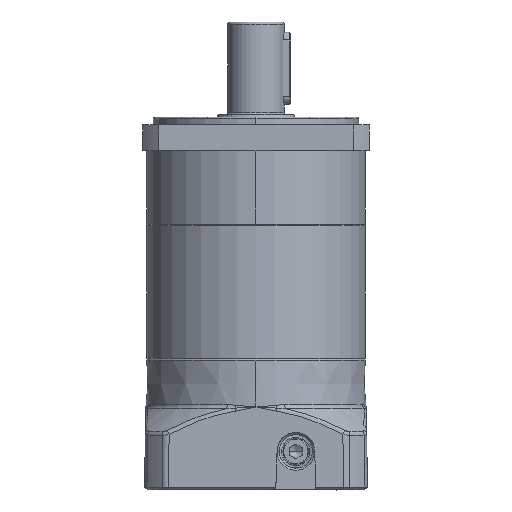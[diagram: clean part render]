
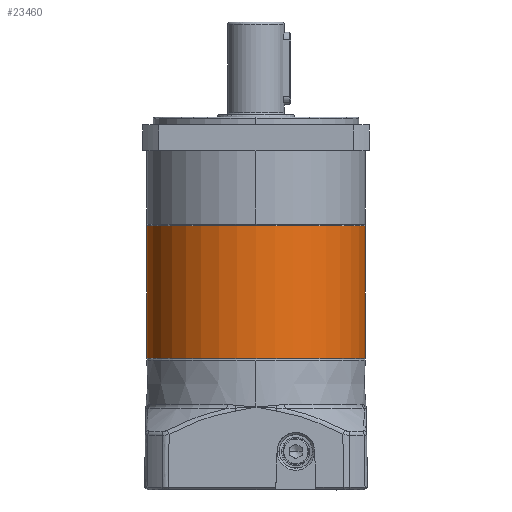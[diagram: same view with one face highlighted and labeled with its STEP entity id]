
A CAD part, left-side view. The second image highlights one B-rep face of the part: STEP entity #23460.
In plain terms, the highlighted cylindrical face has radius 42.5 mm (diameter 85 mm), a partial arc.
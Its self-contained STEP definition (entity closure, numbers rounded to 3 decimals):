
#936 = DIRECTION ( 'NONE',  ( 0., -1., 0. ) ) ;
#944 = CARTESIAN_POINT ( 'NONE',  ( 0., 52., 42.5 ) ) ;
#1672 = ORIENTED_EDGE ( 'NONE', *, *, #22485, .T. ) ;
#3262 = VECTOR ( 'NONE', #936, 1000. ) ;
#4117 = FACE_OUTER_BOUND ( 'NONE', #28344, .T. ) ;
#5794 = EDGE_CURVE ( 'NONE', #21866, #52625, #18356, .T. ) ;
#6940 = CARTESIAN_POINT ( 'NONE',  ( -42.5, 51.7, 0. ) ) ;
#8059 = CARTESIAN_POINT ( 'NONE',  ( 0., 0.3, 0. ) ) ;
#12340 = DIRECTION ( 'NONE',  ( 0., 0., -1. ) ) ;
#13546 = DIRECTION ( 'NONE',  ( 0., 0., -1. ) ) ;
#13562 = CIRCLE ( 'NONE', #25748, 42.5 ) ;
#13632 = DIRECTION ( 'NONE',  ( 0., -1., 0. ) ) ;
#13744 = CARTESIAN_POINT ( 'NONE',  ( 0., 51.7, 0. ) ) ;
#14178 = VERTEX_POINT ( 'NONE', #33833 ) ;
#15296 = ORIENTED_EDGE ( 'NONE', *, *, #46693, .T. ) ;
#17789 = AXIS2_PLACEMENT_3D ( 'NONE', #32183, #32129, #32120 ) ;
#18356 = CIRCLE ( 'NONE', #17789, 42.5 ) ;
#21639 = DIRECTION ( 'NONE',  ( 0., -1., 0. ) ) ;
#21680 = CARTESIAN_POINT ( 'NONE',  ( 0., 52., -42.5 ) ) ;
#21866 = VERTEX_POINT ( 'NONE', #52799 ) ;
#22050 = ORIENTED_EDGE ( 'NONE', *, *, #36955, .F. ) ;
#22485 = EDGE_CURVE ( 'NONE', #52625, #43621, #51612, .T. ) ;
#23460 = ADVANCED_FACE ( 'NONE', ( #4117 ), #25736, .T. ) ;
#23937 = VECTOR ( 'NONE', #21639, 1000. ) ;
#25279 = LINE ( 'NONE', #21680, #23937 ) ;
#25736 = CYLINDRICAL_SURFACE ( 'NONE', #39260, 42.5 ) ;
#25748 = AXIS2_PLACEMENT_3D ( 'NONE', #8059, #38117, #12340 ) ;
#28155 = ORIENTED_EDGE ( 'NONE', *, *, #5794, .T. ) ;
#28344 = EDGE_LOOP ( 'NONE', ( #22050, #28155, #1672, #41573, #15296 ) ) ;
#32120 = DIRECTION ( 'NONE',  ( 0., 0., -1. ) ) ;
#32129 = DIRECTION ( 'NONE',  ( 0., -1., 0. ) ) ;
#32183 = CARTESIAN_POINT ( 'NONE',  ( 0., 51.7, 0. ) ) ;
#33833 = CARTESIAN_POINT ( 'NONE',  ( 0., 0.3, -42.5 ) ) ;
#34996 = CARTESIAN_POINT ( 'NONE',  ( 0., 0.3, 42.5 ) ) ;
#35676 = VERTEX_POINT ( 'NONE', #34996 ) ;
#36955 = EDGE_CURVE ( 'NONE', #21866, #35676, #37546, .T. ) ;
#36988 = CARTESIAN_POINT ( 'NONE',  ( 0., 52., 0. ) ) ;
#36997 = DIRECTION ( 'NONE',  ( 0., 0., -1. ) ) ;
#37115 = DIRECTION ( 'NONE',  ( 0., -1., 0. ) ) ;
#37546 = LINE ( 'NONE', #944, #3262 ) ;
#37760 = AXIS2_PLACEMENT_3D ( 'NONE', #13744, #13632, #13546 ) ;
#38117 = DIRECTION ( 'NONE',  ( 0., 1., 0. ) ) ;
#39260 = AXIS2_PLACEMENT_3D ( 'NONE', #36988, #37115, #36997 ) ;
#40480 = EDGE_CURVE ( 'NONE', #43621, #14178, #25279, .T. ) ;
#41573 = ORIENTED_EDGE ( 'NONE', *, *, #40480, .T. ) ;
#43621 = VERTEX_POINT ( 'NONE', #54263 ) ;
#46693 = EDGE_CURVE ( 'NONE', #14178, #35676, #13562, .T. ) ;
#51612 = CIRCLE ( 'NONE', #37760, 42.5 ) ;
#52625 = VERTEX_POINT ( 'NONE', #6940 ) ;
#52799 = CARTESIAN_POINT ( 'NONE',  ( 0., 51.7, 42.5 ) ) ;
#54263 = CARTESIAN_POINT ( 'NONE',  ( 0., 51.7, -42.5 ) ) ;
